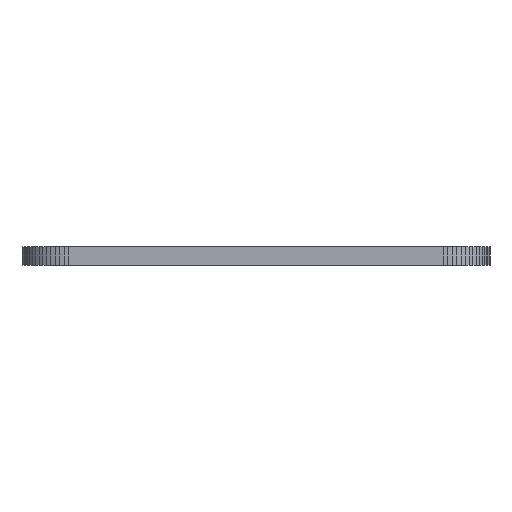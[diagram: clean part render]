
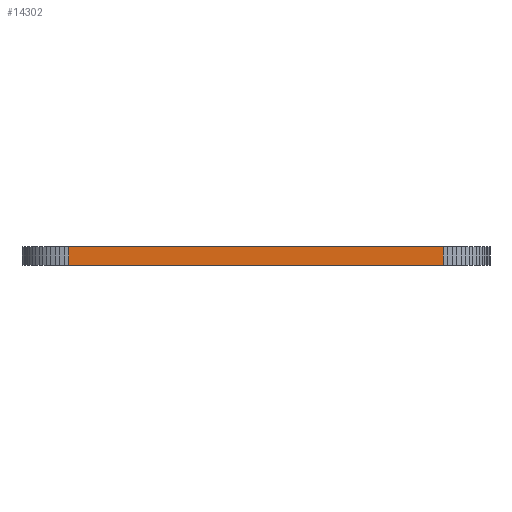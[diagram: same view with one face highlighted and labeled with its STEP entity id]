
A CAD part, left-side view. The second image highlights one B-rep face of the part: STEP entity #14302.
In plain terms, the highlighted planar face has unit normal (-1, 0, 0).
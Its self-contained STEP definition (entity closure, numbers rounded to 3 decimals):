
#90 = PLANE('',#91);
#91 = AXIS2_PLACEMENT_3D('',#92,#93,#94);
#92 = CARTESIAN_POINT('',(145.5,-106.,1.58));
#93 = DIRECTION('',(-0.,-0.,-1.));
#94 = DIRECTION('',(-1.,0.,0.));
#144 = PLANE('',#145);
#145 = AXIS2_PLACEMENT_3D('',#146,#147,#148);
#146 = CARTESIAN_POINT('',(145.5,-106.,0.));
#147 = DIRECTION('',(-0.,-0.,-1.));
#148 = DIRECTION('',(-1.,0.,0.));
#1597 = VERTEX_POINT('',#1598);
#1598 = CARTESIAN_POINT('',(77.,-122.,0.));
#1612 = PLANE('',#1613);
#1613 = AXIS2_PLACEMENT_3D('',#1614,#1615,#1616);
#1614 = CARTESIAN_POINT('',(77.019,-122.392,0.));
#1615 = DIRECTION('',(-0.999,-0.049,0.));
#1616 = DIRECTION('',(-0.049,0.999,0.));
#1624 = EDGE_CURVE('',#1597,#1625,#1627,.T.);
#1625 = VERTEX_POINT('',#1626);
#1626 = CARTESIAN_POINT('',(77.,-90.,0.));
#1627 = SURFACE_CURVE('',#1628,(#1632,#1639),.PCURVE_S1.);
#1628 = LINE('',#1629,#1630);
#1629 = CARTESIAN_POINT('',(77.,-122.,0.));
#1630 = VECTOR('',#1631,1.);
#1631 = DIRECTION('',(0.,1.,0.));
#1632 = PCURVE('',#144,#1633);
#1633 = DEFINITIONAL_REPRESENTATION('',(#1634),#1638);
#1634 = LINE('',#1635,#1636);
#1635 = CARTESIAN_POINT('',(68.5,-16.));
#1636 = VECTOR('',#1637,1.);
#1637 = DIRECTION('',(0.,1.));
#1638 = ( GEOMETRIC_REPRESENTATION_CONTEXT(2) 
PARAMETRIC_REPRESENTATION_CONTEXT() REPRESENTATION_CONTEXT('2D SPACE',''
  ) );
#1639 = PCURVE('',#1640,#1645);
#1640 = PLANE('',#1641);
#1641 = AXIS2_PLACEMENT_3D('',#1642,#1643,#1644);
#1642 = CARTESIAN_POINT('',(77.,-122.,0.));
#1643 = DIRECTION('',(-1.,0.,0.));
#1644 = DIRECTION('',(0.,1.,0.));
#1645 = DEFINITIONAL_REPRESENTATION('',(#1646),#1650);
#1646 = LINE('',#1647,#1648);
#1647 = CARTESIAN_POINT('',(0.,0.));
#1648 = VECTOR('',#1649,1.);
#1649 = DIRECTION('',(1.,0.));
#1650 = ( GEOMETRIC_REPRESENTATION_CONTEXT(2) 
PARAMETRIC_REPRESENTATION_CONTEXT() REPRESENTATION_CONTEXT('2D SPACE',''
  ) );
#1668 = PLANE('',#1669);
#1669 = AXIS2_PLACEMENT_3D('',#1670,#1671,#1672);
#1670 = CARTESIAN_POINT('',(77.,-90.,0.));
#1671 = DIRECTION('',(-0.999,0.049,0.));
#1672 = DIRECTION('',(0.049,0.999,0.));
#8538 = VERTEX_POINT('',#8539);
#8539 = CARTESIAN_POINT('',(77.,-122.,1.58));
#8560 = EDGE_CURVE('',#8538,#8561,#8563,.T.);
#8561 = VERTEX_POINT('',#8562);
#8562 = CARTESIAN_POINT('',(77.,-90.,1.58));
#8563 = SURFACE_CURVE('',#8564,(#8568,#8575),.PCURVE_S1.);
#8564 = LINE('',#8565,#8566);
#8565 = CARTESIAN_POINT('',(77.,-122.,1.58));
#8566 = VECTOR('',#8567,1.);
#8567 = DIRECTION('',(0.,1.,0.));
#8568 = PCURVE('',#90,#8569);
#8569 = DEFINITIONAL_REPRESENTATION('',(#8570),#8574);
#8570 = LINE('',#8571,#8572);
#8571 = CARTESIAN_POINT('',(68.5,-16.));
#8572 = VECTOR('',#8573,1.);
#8573 = DIRECTION('',(0.,1.));
#8574 = ( GEOMETRIC_REPRESENTATION_CONTEXT(2) 
PARAMETRIC_REPRESENTATION_CONTEXT() REPRESENTATION_CONTEXT('2D SPACE',''
  ) );
#8575 = PCURVE('',#1640,#8576);
#8576 = DEFINITIONAL_REPRESENTATION('',(#8577),#8581);
#8577 = LINE('',#8578,#8579);
#8578 = CARTESIAN_POINT('',(0.,-1.58));
#8579 = VECTOR('',#8580,1.);
#8580 = DIRECTION('',(1.,0.));
#8581 = ( GEOMETRIC_REPRESENTATION_CONTEXT(2) 
PARAMETRIC_REPRESENTATION_CONTEXT() REPRESENTATION_CONTEXT('2D SPACE',''
  ) );
#14252 = EDGE_CURVE('',#1625,#8561,#14253,.T.);
#14253 = SURFACE_CURVE('',#14254,(#14258,#14265),.PCURVE_S1.);
#14254 = LINE('',#14255,#14256);
#14255 = CARTESIAN_POINT('',(77.,-90.,0.));
#14256 = VECTOR('',#14257,1.);
#14257 = DIRECTION('',(0.,0.,1.));
#14258 = PCURVE('',#1668,#14259);
#14259 = DEFINITIONAL_REPRESENTATION('',(#14260),#14264);
#14260 = LINE('',#14261,#14262);
#14261 = CARTESIAN_POINT('',(0.,0.));
#14262 = VECTOR('',#14263,1.);
#14263 = DIRECTION('',(0.,-1.));
#14264 = ( GEOMETRIC_REPRESENTATION_CONTEXT(2) 
PARAMETRIC_REPRESENTATION_CONTEXT() REPRESENTATION_CONTEXT('2D SPACE',''
  ) );
#14265 = PCURVE('',#1640,#14266);
#14266 = DEFINITIONAL_REPRESENTATION('',(#14267),#14271);
#14267 = LINE('',#14268,#14269);
#14268 = CARTESIAN_POINT('',(32.,0.));
#14269 = VECTOR('',#14270,1.);
#14270 = DIRECTION('',(0.,-1.));
#14271 = ( GEOMETRIC_REPRESENTATION_CONTEXT(2) 
PARAMETRIC_REPRESENTATION_CONTEXT() REPRESENTATION_CONTEXT('2D SPACE',''
  ) );
#14302 = ADVANCED_FACE('',(#14303),#1640,.T.);
#14303 = FACE_BOUND('',#14304,.T.);
#14304 = EDGE_LOOP('',(#14305,#14326,#14327,#14328));
#14305 = ORIENTED_EDGE('',*,*,#14306,.T.);
#14306 = EDGE_CURVE('',#1597,#8538,#14307,.T.);
#14307 = SURFACE_CURVE('',#14308,(#14312,#14319),.PCURVE_S1.);
#14308 = LINE('',#14309,#14310);
#14309 = CARTESIAN_POINT('',(77.,-122.,0.));
#14310 = VECTOR('',#14311,1.);
#14311 = DIRECTION('',(0.,0.,1.));
#14312 = PCURVE('',#1640,#14313);
#14313 = DEFINITIONAL_REPRESENTATION('',(#14314),#14318);
#14314 = LINE('',#14315,#14316);
#14315 = CARTESIAN_POINT('',(0.,0.));
#14316 = VECTOR('',#14317,1.);
#14317 = DIRECTION('',(0.,-1.));
#14318 = ( GEOMETRIC_REPRESENTATION_CONTEXT(2) 
PARAMETRIC_REPRESENTATION_CONTEXT() REPRESENTATION_CONTEXT('2D SPACE',''
  ) );
#14319 = PCURVE('',#1612,#14320);
#14320 = DEFINITIONAL_REPRESENTATION('',(#14321),#14325);
#14321 = LINE('',#14322,#14323);
#14322 = CARTESIAN_POINT('',(0.393,0.));
#14323 = VECTOR('',#14324,1.);
#14324 = DIRECTION('',(0.,-1.));
#14325 = ( GEOMETRIC_REPRESENTATION_CONTEXT(2) 
PARAMETRIC_REPRESENTATION_CONTEXT() REPRESENTATION_CONTEXT('2D SPACE',''
  ) );
#14326 = ORIENTED_EDGE('',*,*,#8560,.T.);
#14327 = ORIENTED_EDGE('',*,*,#14252,.F.);
#14328 = ORIENTED_EDGE('',*,*,#1624,.F.);
